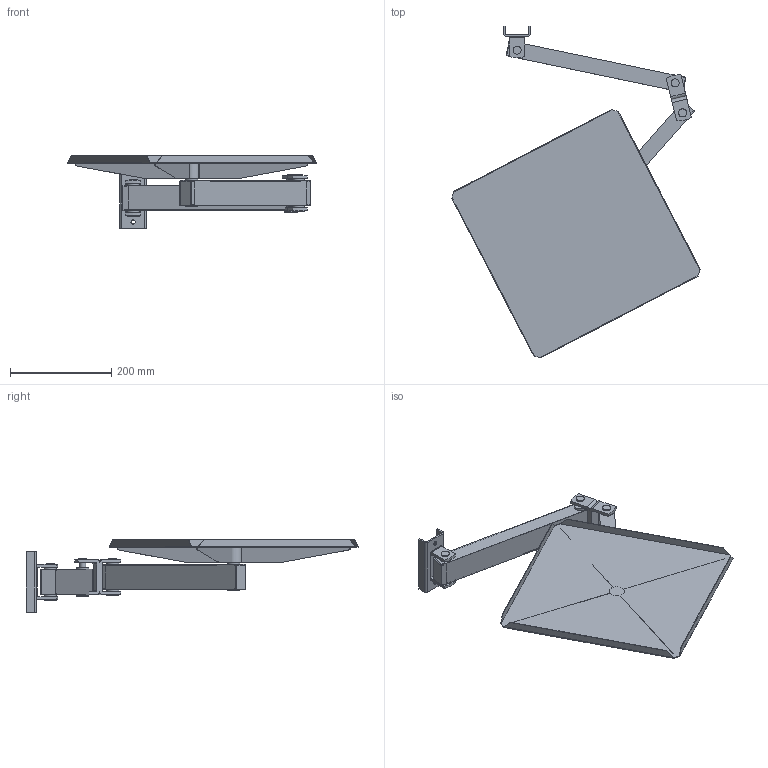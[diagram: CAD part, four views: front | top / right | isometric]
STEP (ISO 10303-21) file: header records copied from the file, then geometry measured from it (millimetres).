
FILE_DESCRIPTION(/* description */ ('Ablageboard/Monitorträger drehbar ESD'),/* implementation_level */ '2;1');
FILE_NAME(/* name */ 'ZEI_CAD_320512-6-REV00_#SALL_#AIN_#V1.step',/* time_stamp */ '2022-10-10T07:08:35+02:00',/* author */ ('MiniTec'),/* organization */ ('MiniTec GmbH & Co.KG'),/* preprocessor_version */ 'ST-DEVELOPER v18.1',/* originating_system */ 'Autodesk Inventor 2021',/* authorisation */ '');
FILE_SCHEMA (('CONFIG_CONTROL_DESIGN'));
Length unit declared in the file: millimetre
Products named in the file (8): leer; leer_1; leer_2; leer_3; leer_4; leer_5; leer_6; leer_7
Assembly tree (7 placements, depth 2):
  leer
    leer_1
    leer_2
    leer_3
    leer_4
    leer_5
    leer_6
    leer_7
Bounding box: 489.68 x 654.28 x 143.35 mm (x, y, z)
Volume: 555339.5 mm3; surface area: 638642.3 mm2
Topology: 7 solids, 7 shells, 358 faces, 836 edges, 520 vertices
Faces by surface type: plane 154, cylinder 113, cone 75, bspline 16
Full cylindrical faces by diameter (mm): 6.647 x3, 8.2 x2, 8.5 x4, 9 x10, 12 x6, 16 x3, 23.8 x4, 24 x7
Entity records: 10555 total; most frequent: DIRECTION 1864, CARTESIAN_POINT 1854, ORIENTED_EDGE 1666, EDGE_CURVE 833, AXIS2_PLACEMENT_3D 674, VERTEX_POINT 520, LINE 516, VECTOR 516
